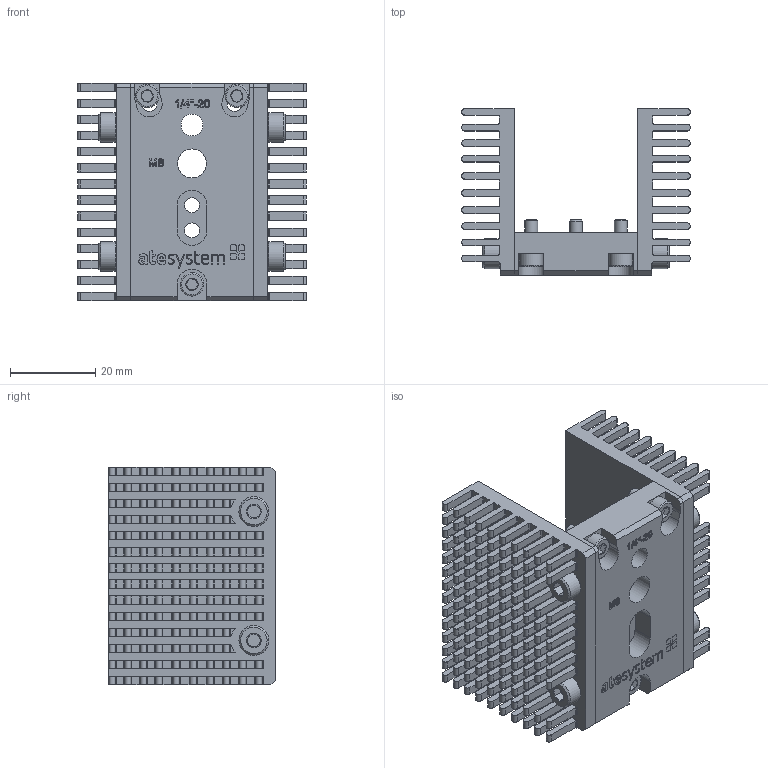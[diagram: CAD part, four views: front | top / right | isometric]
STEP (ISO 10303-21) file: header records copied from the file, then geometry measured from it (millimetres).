
FILE_DESCRIPTION(/* description */ (''),/* implementation_level */ '2;1');
FILE_NAME(/* name */ '6202500310001_SES_ChladicAceU_M8_UNC_ST.step',/* time_stamp */ '2024-09-19T07:08:24+02:00',/* author */ (''),/* organization */ (''),/* preprocessor_version */ 'ST-DEVELOPER v20',/* originating_system */ 'Autodesk Translation Framework v13.20.0.188',/* authorisation */ '');
FILE_SCHEMA (('AUTOMOTIVE_DESIGN { 1 0 10303 214 3 1 1 }'));
Length unit declared in the file: millimetre
Products named in the file (5): 62025001_SES_ChladicAceU_M8_UNC_ST; 7139000610001_Bočnice_k_chladiči
_kamer_ace2; Šroub Imbus válcová hlava DIN 912-M
4x10mm; SIM3x8; 72024003
Assembly tree (10 placements, depth 2):
  62025001_SES_ChladicAceU_M8_UNC_ST
    7139000610001_Bočnice_k_chladiči
_kamer_ace2  x2
    Šroub Imbus válcová hlava DIN 912-M
4x10mm  x4
    SIM3x8  x3
    72024003
Bounding box: 53.6 x 39 x 51 mm (x, y, z)
Volume: 33962.3 mm3; surface area: 32683.3 mm2
Topology: 10 solids, 10 shells, 2160 faces, 6172 edges, 4078 vertices
Faces by surface type: plane 1136, cylinder 818, bspline 115, cone 77, torus 14
Full cylindrical faces by diameter (mm): 2.387 x3, 3 x6, 3.332 x4, 3.5 x3, 4 x4, 4.2 x4, 5.118 x1, 5.5 x3, 6.779 x1, 7 x4
Entity records: 42159 total; most frequent: CARTESIAN_POINT 10157, ORIENTED_EDGE 6880, DIRECTION 6281, EDGE_CURVE 3440, LINE 2327, VECTOR 2327, VERTEX_POINT 2286, AXIS2_PLACEMENT_3D 1977
